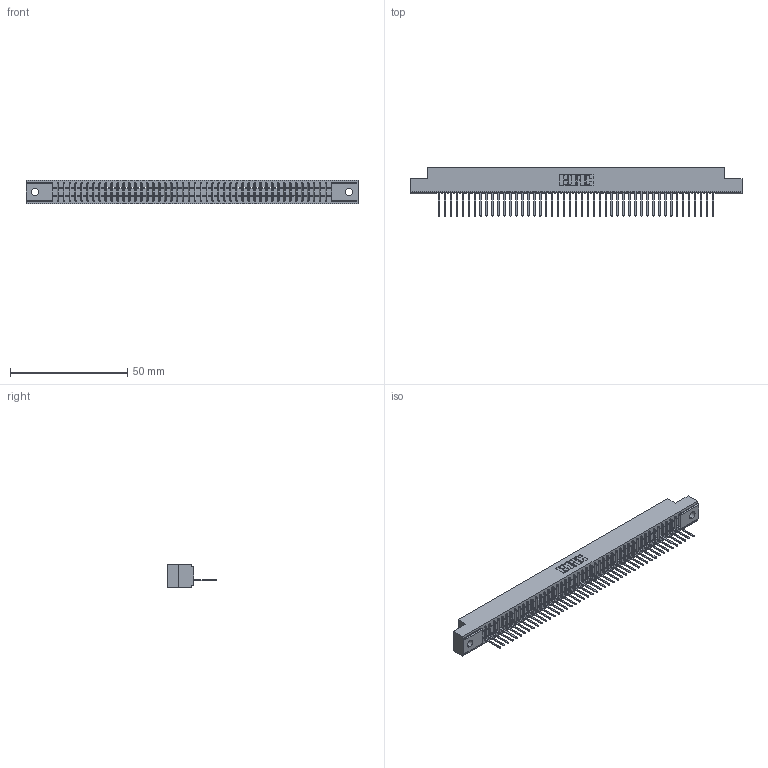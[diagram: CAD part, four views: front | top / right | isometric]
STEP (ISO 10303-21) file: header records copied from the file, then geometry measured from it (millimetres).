
FILE_DESCRIPTION (( 'STEP AP203' ), '1' );
FILE_NAME ('391-047-522-102.STEP', '2018-08-09T03:48:21', ( '' ), ( '' ), 'SwSTEP 2.0', 'SolidWorks 2016', '' );
FILE_SCHEMA (( 'CONFIG_CONTROL_DESIGN' ));
Length unit declared in the file: inch
Products named in the file (3): 341 Part_.128 (3.25) Dia Mounting Holes; 341-292-001_341-292-122; 391-047-522-102
Assembly tree (48 placements, depth 2):
  391-047-522-102
    341 Part_.128 (3.25) Dia Mounting Holes
    341-292-001_341-292-122  x47
Bounding box: 141.6 x 20.62 x 10.16 mm (x, y, z)
Volume: 10339.3 mm3; surface area: 15981.3 mm2
Topology: 48 solids, 48 shells, 3970 faces, 11448 edges, 7350 vertices
Faces by surface type: plane 2465, cylinder 1317, sphere 96, torus 92
Entity records: 54712 total; most frequent: CARTESIAN_POINT 9298, ORIENTED_EDGE 9286, DIRECTION 8971, EDGE_CURVE 4643, LINE 3757, VECTOR 3757, VERTEX_POINT 2934, AXIS2_PLACEMENT_3D 2607
